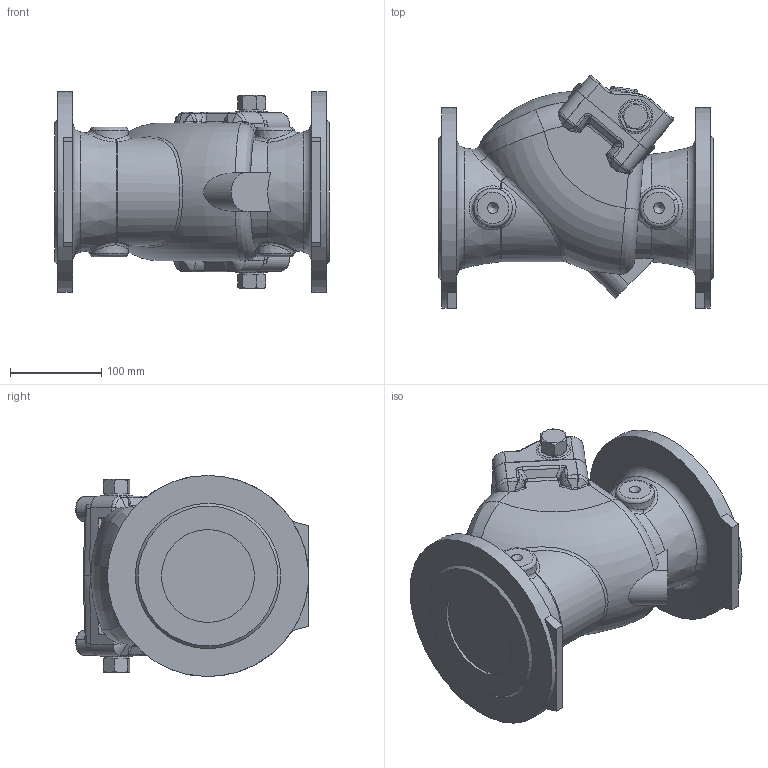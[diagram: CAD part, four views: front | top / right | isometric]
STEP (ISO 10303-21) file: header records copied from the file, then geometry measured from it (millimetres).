
FILE_DESCRIPTION (( 'STEP AP203' ), '1' );
FILE_NAME ('O_41_61_DN100_AA0_step.step', '2016-09-26T06:30:05', ( 'Windows User' ), ( 'AVK' ), 'SwSTEP 2.0', 'SolidWorks 2012', '' );
FILE_SCHEMA (( 'CONFIG_CONTROL_DESIGN' ));
Length unit declared in the file: millimetre
Products named in the file (1): O_41_61_DN100_AA0_step
Bounding box: 300 x 254.95 x 220 mm (x, y, z)
Volume: 6840619.5 mm3; surface area: 325785.7 mm2
Topology: 1 solids, 1 shells, 382 faces, 953 edges, 570 vertices
Faces by surface type: bspline 143, plane 89, cylinder 81, torus 32, cone 29, sphere 8
Full cylindrical faces by diameter (mm): 101.6 x2, 220 x2
Entity records: 20382 total; most frequent: CARTESIAN_POINT 12795, ORIENTED_EDGE 1810, DIRECTION 1218, EDGE_CURVE 905, VERTEX_POINT 554, AXIS2_PLACEMENT_3D 505, EDGE_LOOP 411, FACE_OUTER_BOUND 390
